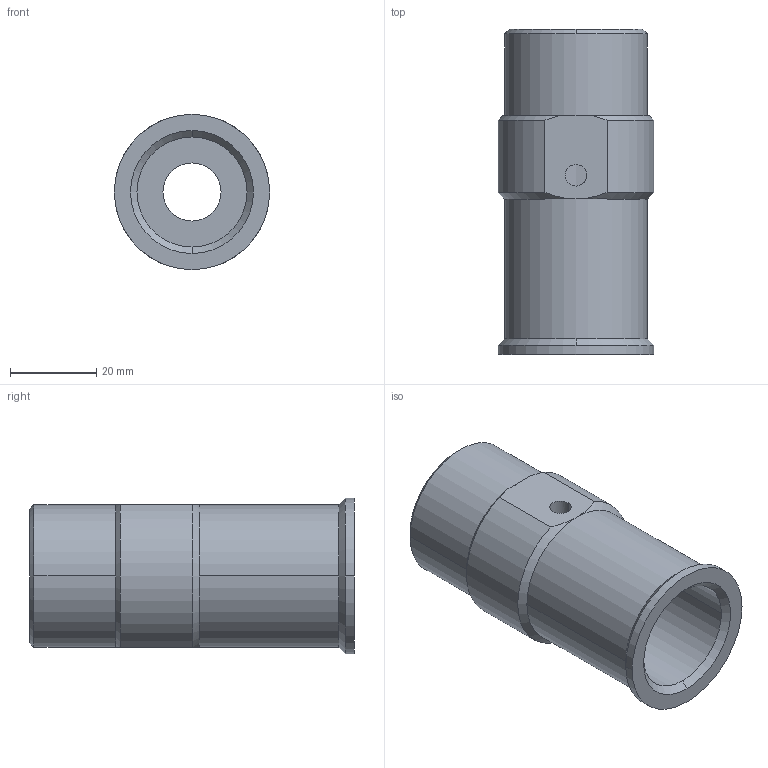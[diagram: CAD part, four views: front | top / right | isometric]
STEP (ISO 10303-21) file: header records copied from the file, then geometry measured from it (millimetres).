
FILE_DESCRIPTION((''),'2;1');
FILE_NAME('2970000005210_01-FC1000A-300G__','2023-10-07T',('13843'),(''),'PRO/ENGINEER BY PARAMETRIC TECHNOLOGY CORPORATION, 2012480','PRO/ENGINEER BY PARAMETRIC TECHNOLOGY CORPORATION, 2012480','');
FILE_SCHEMA(('CONFIG_CONTROL_DESIGN'));
Products named in the file (1): 2970000005210_01-FC1000A-300G__
Bounding box: 36 x 75.3 x 36 mm (x, y, z)
Volume: 29909.5 mm3; surface area: 17643.7 mm2
Topology: 1 solids, 1 shells, 908 faces, 2775 edges, 1791 vertices
Faces by surface type: cone 414, bspline 246, torus 88, sphere 84, cylinder 58, plane 18
Entity records: 57423 total; most frequent: CARTESIAN_POINT 28867, ORIENTED_EDGE 5550, PRESENTATION_STYLE_ASSIGNMENT 2776, STYLED_ITEM 2776, CURVE_STYLE 2775, EDGE_CURVE 2775, DIRECTION 2271, B_SPLINE_CURVE_WITH_KNOTS 2089
